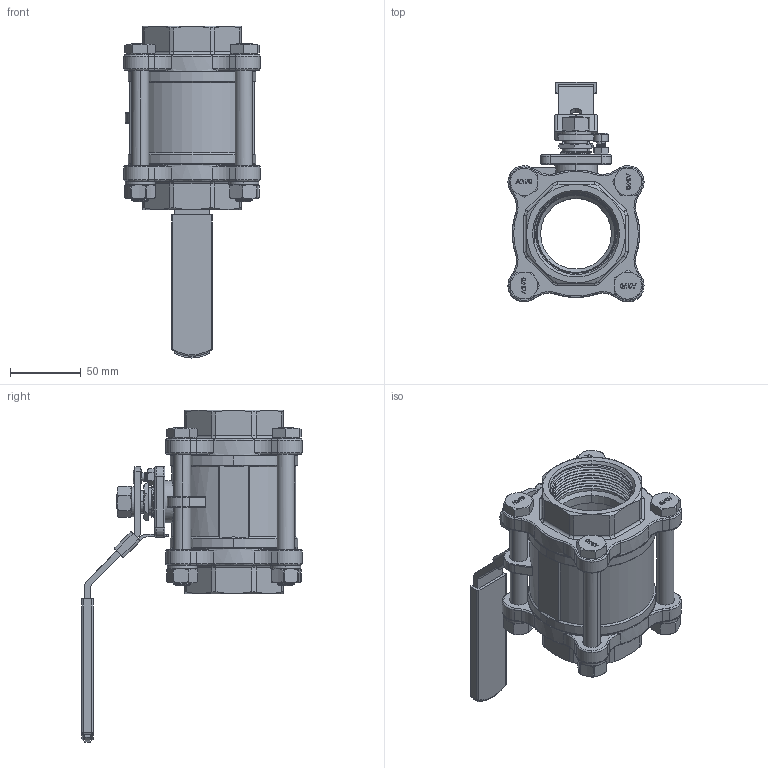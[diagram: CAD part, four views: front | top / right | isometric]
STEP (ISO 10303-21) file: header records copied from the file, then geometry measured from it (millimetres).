
FILE_DESCRIPTION (( 'STEP AP214' ), '1' );
FILE_NAME ('JV-32H格蘭型 牙口.STEP', '2009-03-05T05:21:29', ( 'Colling' ), ( 'Collings' ), 'SwSTEP 2.0', 'SolidWorks 2005179', '' );
FILE_SCHEMA (( 'AUTOMOTIVE_DESIGN' ));
Length unit declared in the file: millimetre
Products named in the file (1): JV-32H格蘭型 牙口
Bounding box: 96.4 x 155.8 x 235.05 mm (x, y, z)
Volume: 409027.8 mm3; surface area: 177508.6 mm2
Topology: 27 solids, 27 shells, 1968 faces, 5062 edges, 3223 vertices
Faces by surface type: plane 597, cylinder 580, bspline 378, cone 337, torus 60, sphere 16
Entity records: 155399 total; most frequent: CARTESIAN_POINT 90737, ORIENTED_EDGE 10088, DIRECTION 7235, EDGE_CURVE 5044, VERTEX_POINT 3223, AXIS2_PLACEMENT_3D 2557, EDGE_LOOP 2129, VECTOR 2121
